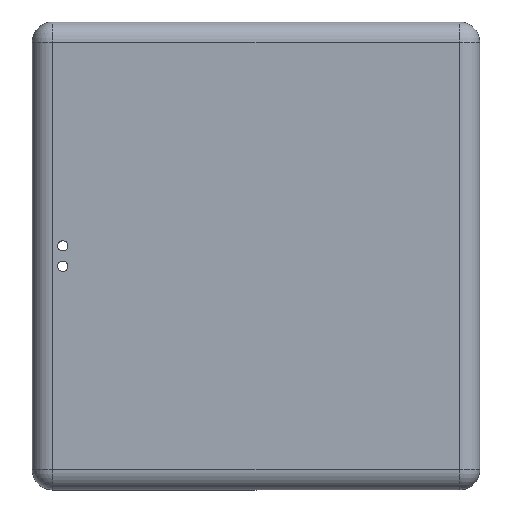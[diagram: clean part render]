
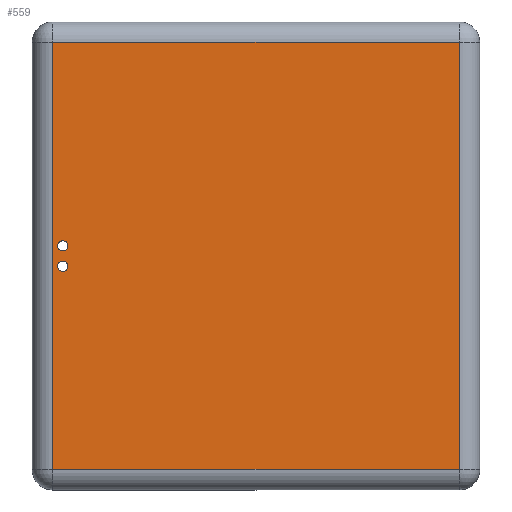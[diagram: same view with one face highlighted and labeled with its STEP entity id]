
A CAD part, top view. The second image highlights one B-rep face of the part: STEP entity #559.
In plain terms, the highlighted planar face has unit normal (0, 0, 1).
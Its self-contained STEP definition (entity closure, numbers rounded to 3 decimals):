
#4 = DIRECTION ( 'NONE',  ( 0., 0., 1. ) ) ;
#9 = EDGE_LOOP ( 'NONE', ( #778, #465 ) ) ;
#13 = CARTESIAN_POINT ( 'NONE',  ( -39., 20., 0. ) ) ;
#14 = DIRECTION ( 'NONE',  ( 1., 0., 0. ) ) ;
#19 = EDGE_CURVE ( 'NONE', #365, #825, #799, .T. ) ;
#28 = EDGE_CURVE ( 'NONE', #568, #553, #614, .T. ) ;
#32 = DIRECTION ( 'NONE',  ( 0., 0., 1. ) ) ;
#33 = AXIS2_PLACEMENT_3D ( 'NONE', #13, #780, #185 ) ;
#42 = EDGE_CURVE ( 'NONE', #553, #568, #725, .T. ) ;
#53 = AXIS2_PLACEMENT_3D ( 'NONE', #127, #176, #599 ) ;
#64 = CARTESIAN_POINT ( 'NONE',  ( -40., 42., 0. ) ) ;
#74 = VERTEX_POINT ( 'NONE', #353 ) ;
#89 = EDGE_CURVE ( 'NONE', #611, #365, #174, .T. ) ;
#127 = CARTESIAN_POINT ( 'NONE',  ( -39., 20., 0. ) ) ;
#130 = CARTESIAN_POINT ( 'NONE',  ( -39., 22., 0. ) ) ;
#152 = LINE ( 'NONE', #688, #298 ) ;
#174 = LINE ( 'NONE', #715, #789 ) ;
#176 = DIRECTION ( 'NONE',  ( 0., 0., 1. ) ) ;
#185 = DIRECTION ( 'NONE',  ( 1., 0., 0. ) ) ;
#230 = DIRECTION ( 'NONE',  ( -1., 0., 0. ) ) ;
#235 = DIRECTION ( 'NONE',  ( 0., -1., 0. ) ) ;
#243 = ORIENTED_EDGE ( 'NONE', *, *, #277, .F. ) ;
#261 = DIRECTION ( 'NONE',  ( 1., 0., 0. ) ) ;
#264 = DIRECTION ( 'NONE',  ( 1., 0., 0. ) ) ;
#277 = EDGE_CURVE ( 'NONE', #74, #825, #550, .T. ) ;
#292 = ORIENTED_EDGE ( 'NONE', *, *, #735, .F. ) ;
#298 = VECTOR ( 'NONE', #884, 1000. ) ;
#299 = CIRCLE ( 'NONE', #783, 0.5 ) ;
#304 = PLANE ( 'NONE',  #878 ) ;
#334 = CARTESIAN_POINT ( 'NONE',  ( -39.5, 20., 0. ) ) ;
#353 = CARTESIAN_POINT ( 'NONE',  ( 0., 0., 0. ) ) ;
#358 = EDGE_LOOP ( 'NONE', ( #243, #538, #722, #682 ) ) ;
#365 = VERTEX_POINT ( 'NONE', #64 ) ;
#382 = CARTESIAN_POINT ( 'NONE',  ( -39., 22., 0. ) ) ;
#389 = FACE_BOUND ( 'NONE', #9, .T. ) ;
#399 = VECTOR ( 'NONE', #235, 1000. ) ;
#407 = CARTESIAN_POINT ( 'NONE',  ( 0., 42., 0. ) ) ;
#409 = CARTESIAN_POINT ( 'NONE',  ( -39.5, 22., 0. ) ) ;
#465 = ORIENTED_EDGE ( 'NONE', *, *, #28, .F. ) ;
#518 = CARTESIAN_POINT ( 'NONE',  ( -40., 0., 0. ) ) ;
#538 = ORIENTED_EDGE ( 'NONE', *, *, #584, .T. ) ;
#550 = LINE ( 'NONE', #705, #881 ) ;
#553 = VERTEX_POINT ( 'NONE', #835 ) ;
#559 = ADVANCED_FACE ( 'NONE', ( #389, #697, #654 ), #304, .T. ) ;
#568 = VERTEX_POINT ( 'NONE', #334 ) ;
#584 = EDGE_CURVE ( 'NONE', #74, #611, #152, .T. ) ;
#599 = DIRECTION ( 'NONE',  ( 1., 0., 0. ) ) ;
#608 = VERTEX_POINT ( 'NONE', #409 ) ;
#611 = VERTEX_POINT ( 'NONE', #407 ) ;
#614 = CIRCLE ( 'NONE', #33, 0.5 ) ;
#619 = CIRCLE ( 'NONE', #636, 0.5 ) ;
#636 = AXIS2_PLACEMENT_3D ( 'NONE', #130, #32, #264 ) ;
#641 = ORIENTED_EDGE ( 'NONE', *, *, #818, .F. ) ;
#654 = FACE_OUTER_BOUND ( 'NONE', #358, .T. ) ;
#682 = ORIENTED_EDGE ( 'NONE', *, *, #19, .T. ) ;
#688 = CARTESIAN_POINT ( 'NONE',  ( 0., 0., 0. ) ) ;
#697 = FACE_BOUND ( 'NONE', #859, .T. ) ;
#705 = CARTESIAN_POINT ( 'NONE',  ( 0., 0., 0. ) ) ;
#715 = CARTESIAN_POINT ( 'NONE',  ( 0., 42., 0. ) ) ;
#722 = ORIENTED_EDGE ( 'NONE', *, *, #89, .T. ) ;
#725 = CIRCLE ( 'NONE', #53, 0.5 ) ;
#734 = CARTESIAN_POINT ( 'NONE',  ( 0., 0., 0. ) ) ;
#735 = EDGE_CURVE ( 'NONE', #739, #608, #619, .T. ) ;
#739 = VERTEX_POINT ( 'NONE', #892 ) ;
#765 = DIRECTION ( 'NONE',  ( -1., 0., 0. ) ) ;
#778 = ORIENTED_EDGE ( 'NONE', *, *, #42, .F. ) ;
#780 = DIRECTION ( 'NONE',  ( 0., 0., 1. ) ) ;
#783 = AXIS2_PLACEMENT_3D ( 'NONE', #382, #4, #14 ) ;
#789 = VECTOR ( 'NONE', #230, 1000. ) ;
#799 = LINE ( 'NONE', #850, #399 ) ;
#813 = DIRECTION ( 'NONE',  ( 0., 0., 1. ) ) ;
#818 = EDGE_CURVE ( 'NONE', #608, #739, #299, .T. ) ;
#825 = VERTEX_POINT ( 'NONE', #518 ) ;
#835 = CARTESIAN_POINT ( 'NONE',  ( -38.5, 20., 0. ) ) ;
#850 = CARTESIAN_POINT ( 'NONE',  ( -40., 0., 0. ) ) ;
#859 = EDGE_LOOP ( 'NONE', ( #292, #641 ) ) ;
#878 = AXIS2_PLACEMENT_3D ( 'NONE', #734, #813, #261 ) ;
#881 = VECTOR ( 'NONE', #765, 1000. ) ;
#884 = DIRECTION ( 'NONE',  ( 0., 1., 0. ) ) ;
#892 = CARTESIAN_POINT ( 'NONE',  ( -38.5, 22., 0. ) ) ;
